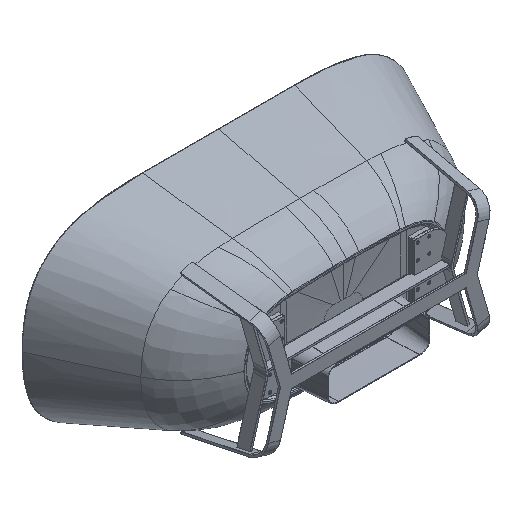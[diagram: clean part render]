
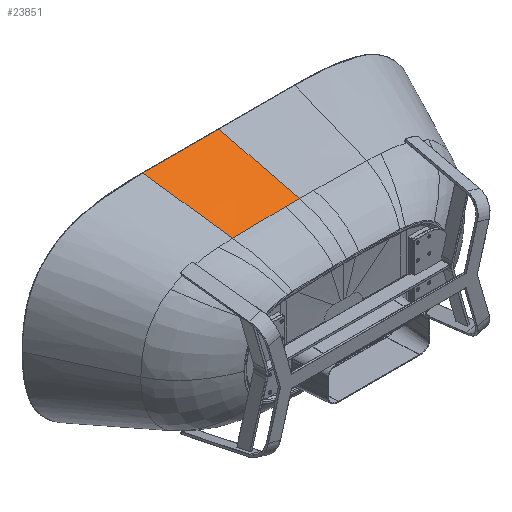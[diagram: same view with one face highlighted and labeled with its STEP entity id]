
A CAD part, isometric view. The second image highlights one B-rep face of the part: STEP entity #23851.
In plain terms, the highlighted free-form (B-spline) face has degree [3, 3] with [16, 4] control points.
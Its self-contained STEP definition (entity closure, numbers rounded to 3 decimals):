
#13339=DIRECTION('',(-0.106,0.963,0.247));
#13340=VECTOR('',#13339,331.34);
#13341=CARTESIAN_POINT('',(-264.944,313.,
293.066));
#13342=LINE('',#13341,#13340);
#13343=DIRECTION('',(0.,0.971,0.239));
#13344=VECTOR('',#13343,328.682);
#13345=CARTESIAN_POINT('',(0.,313.,
296.338));
#13346=LINE('',#13345,#13344);
#15049=CARTESIAN_POINT('',(-56.465,313.,
296.305));
#15050=CARTESIAN_POINT('',(-51.688,313.,
296.312));
#15051=CARTESIAN_POINT('',(-42.153,313.,
296.323));
#15052=CARTESIAN_POINT('',(-27.886,313.,
296.332));
#15053=CARTESIAN_POINT('',(-13.953,313.,
296.337));
#15054=CARTESIAN_POINT('',(-4.536,313.,
296.338));
#15055=CARTESIAN_POINT('',(0.,313.,
296.338));
#15057=CARTESIAN_POINT('',(-264.944,313.,
293.066));
#15058=CARTESIAN_POINT('',(-263.446,313.,
293.125));
#15059=CARTESIAN_POINT('',(-259.759,313.,
293.268));
#15060=CARTESIAN_POINT('',(-254.287,313.,
293.471));
#15061=CARTESIAN_POINT('',(-248.573,313.,
293.671));
#15062=CARTESIAN_POINT('',(-242.735,313.,
293.864));
#15063=CARTESIAN_POINT('',(-236.475,313.,
294.06));
#15064=CARTESIAN_POINT('',(-227.616,313.,
294.319));
#15065=CARTESIAN_POINT('',(-216.919,313.,
294.604));
#15066=CARTESIAN_POINT('',(-204.564,313.,
294.895));
#15067=CARTESIAN_POINT('',(-188.579,313.,
295.227));
#15068=CARTESIAN_POINT('',(-169.246,313.,
295.554));
#15069=CARTESIAN_POINT('',(-146.451,313.,
295.842));
#15070=CARTESIAN_POINT('',(-123.803,313.,
296.045));
#15071=CARTESIAN_POINT('',(-101.237,313.,
296.181));
#15072=CARTESIAN_POINT('',(-78.788,313.,
296.264));
#15073=CARTESIAN_POINT('',(-63.904,313.,
296.294));
#15074=CARTESIAN_POINT('',(-56.465,313.,
296.305));
#15154=CARTESIAN_POINT('',(-264.944,313.,
293.066));
#19417=DIRECTION('',(-1.,0.,0.));
#19418=VECTOR('',#19417,300.);
#19419=CARTESIAN_POINT('',(0.,632.141,
374.956));
#19420=LINE('',#19419,#19418);
#19465=CARTESIAN_POINT('',(-300.,632.141,374.956));
#19467=VERTEX_POINT('',#19465);
#19506=VERTEX_POINT('',#15154);
#19508=CARTESIAN_POINT('',(0.,313.,
296.338));
#19509=CARTESIAN_POINT('',(0.,632.141,
374.956));
#19510=VERTEX_POINT('',#19508);
#19511=VERTEX_POINT('',#19509);
#19512=VERTEX_POINT('',#15049);
#23775=CARTESIAN_POINT('',(2.981,638.524,376.529));
#23776=CARTESIAN_POINT('',(2.868,527.888,349.274));
#23777=CARTESIAN_POINT('',(2.756,417.253,322.02));
#23778=CARTESIAN_POINT('',(2.643,306.617,294.765));
#23779=CARTESIAN_POINT('',(1.988,638.524,376.529));
#23780=CARTESIAN_POINT('',(1.912,527.888,349.274));
#23781=CARTESIAN_POINT('',(1.837,417.253,322.02));
#23782=CARTESIAN_POINT('',(1.762,306.617,294.765));
#23783=CARTESIAN_POINT('',(-9.924,638.524,
376.529));
#23784=CARTESIAN_POINT('',(-9.549,527.888,
349.274));
#23785=CARTESIAN_POINT('',(-9.174,417.253,
322.02));
#23786=CARTESIAN_POINT('',(-8.799,306.617,
294.766));
#23787=CARTESIAN_POINT('',(-33.789,638.524,
376.529));
#23788=CARTESIAN_POINT('',(-32.445,527.888,
349.273));
#23789=CARTESIAN_POINT('',(-31.102,417.253,
322.017));
#23790=CARTESIAN_POINT('',(-29.758,306.617,
294.761));
#23791=CARTESIAN_POINT('',(-68.162,638.524,
376.529));
#23792=CARTESIAN_POINT('',(-65.289,527.888,
349.264));
#23793=CARTESIAN_POINT('',(-62.416,417.253,
321.999));
#23794=CARTESIAN_POINT('',(-59.544,306.617,
294.735));
#23795=CARTESIAN_POINT('',(-102.994,638.524,
376.531));
#23796=CARTESIAN_POINT('',(-98.564,527.889,
349.24));
#23797=CARTESIAN_POINT('',(-94.135,417.253,
321.95));
#23798=CARTESIAN_POINT('',(-89.706,306.617,
294.659));
#23799=CARTESIAN_POINT('',(-137.185,638.524,
376.534));
#23800=CARTESIAN_POINT('',(-131.357,527.888,
349.19));
#23801=CARTESIAN_POINT('',(-125.529,417.253,
321.847));
#23802=CARTESIAN_POINT('',(-119.701,306.617,
294.503));
#23803=CARTESIAN_POINT('',(-171.192,638.522,
376.539));
#23804=CARTESIAN_POINT('',(-164.191,527.887,
349.101));
#23805=CARTESIAN_POINT('',(-157.19,417.252,
321.663));
#23806=CARTESIAN_POINT('',(-150.189,306.617,
294.225));
#23807=CARTESIAN_POINT('',(-205.089,638.524,
376.548));
#23808=CARTESIAN_POINT('',(-197.117,527.889,
348.959));
#23809=CARTESIAN_POINT('',(-189.146,417.253,
321.37));
#23810=CARTESIAN_POINT('',(-181.174,306.617,
293.781));
#23811=CARTESIAN_POINT('',(-233.448,638.524,
376.559));
#23812=CARTESIAN_POINT('',(-224.69,527.888,
348.786));
#23813=CARTESIAN_POINT('',(-215.932,417.253,
321.012));
#23814=CARTESIAN_POINT('',(-207.175,306.617,
293.239));
#23815=CARTESIAN_POINT('',(-256.445,638.524,
376.569));
#23816=CARTESIAN_POINT('',(-246.861,527.888,
348.611));
#23817=CARTESIAN_POINT('',(-237.278,417.253,
320.653));
#23818=CARTESIAN_POINT('',(-227.694,306.617,
292.694));
#23819=CARTESIAN_POINT('',(-272.44,638.524,
376.578));
#23820=CARTESIAN_POINT('',(-262.127,527.889,
348.475));
#23821=CARTESIAN_POINT('',(-251.814,417.253,
320.373));
#23822=CARTESIAN_POINT('',(-241.502,306.617,
292.271));
#23823=CARTESIAN_POINT('',(-287.189,638.523,
376.586));
#23824=CARTESIAN_POINT('',(-276.015,527.888,
348.339));
#23825=CARTESIAN_POINT('',(-264.841,417.252,
320.092));
#23826=CARTESIAN_POINT('',(-253.667,306.617,
291.845));
#23827=CARTESIAN_POINT('',(-297.164,638.526,
376.593));
#23828=CARTESIAN_POINT('',(-285.28,527.89,
348.242));
#23829=CARTESIAN_POINT('',(-273.396,417.254,
319.891));
#23830=CARTESIAN_POINT('',(-261.511,306.617,
291.54));
#23831=CARTESIAN_POINT('',(-302.714,638.523,
376.595));
#23832=CARTESIAN_POINT('',(-290.41,527.887,
348.185));
#23833=CARTESIAN_POINT('',(-278.106,417.252,
319.774));
#23834=CARTESIAN_POINT('',(-265.803,306.617,
291.364));
#23835=CARTESIAN_POINT('',(-303.723,638.522,
376.596));
#23836=CARTESIAN_POINT('',(-291.342,527.887,
348.174));
#23837=CARTESIAN_POINT('',(-278.962,417.252,
319.753));
#23838=CARTESIAN_POINT('',(-266.581,306.617,
291.331));
#23839=B_SPLINE_SURFACE_WITH_KNOTS('',3,3,((#23775,#23776,#23777,#23778),
(#23779,#23780,#23781,#23782),(#23783,#23784,#23785,#23786),(#23787,#23788,
#23789,#23790),(#23791,#23792,#23793,#23794),(#23795,#23796,#23797,#23798),(
#23799,#23800,#23801,#23802),(#23803,#23804,#23805,#23806),(#23807,#23808,
#23809,#23810),(#23811,#23812,#23813,#23814),(#23815,#23816,#23817,#23818),(
#23819,#23820,#23821,#23822),(#23823,#23824,#23825,#23826),(#23827,#23828,
#23829,#23830),(#23831,#23832,#23833,#23834),(#23835,#23836,#23837,#23838)),
.UNSPECIFIED.,.F.,.F.,.F.,(4,1,1,1,1,1,1,1,1,1,1,1,1,4),(4,4),(
-0.01,0.,0.109,0.229,0.343,
0.457,0.572,0.686,0.801,
0.858,0.915,0.957,1.,1.009),(
-0.01,1.01),.UNSPECIFIED.);
#23841=ORIENTED_EDGE('',*,*,#23840,.F.);
#23843=ORIENTED_EDGE('',*,*,#23842,.F.);
#23845=ORIENTED_EDGE('',*,*,#23844,.F.);
#23846=ORIENTED_EDGE('',*,*,#23764,.T.);
#23848=ORIENTED_EDGE('',*,*,#23847,.F.);
#23849=EDGE_LOOP('',(#23841,#23843,#23845,#23846,#23848));
#23850=FACE_OUTER_BOUND('',#23849,.F.);
#23851=ADVANCED_FACE('',(#23850),#23839,.T.);
#15056=B_SPLINE_CURVE_WITH_KNOTS('',3,(#15049,#15050,#15051,#15052,#15053,
#15054,#15055),.UNSPECIFIED.,.F.,.F.,(4,1,1,1,4),(0.,0.25,
0.5,0.762,1.),.UNSPECIFIED.);
#15075=B_SPLINE_CURVE_WITH_KNOTS('',3,(#15057,#15058,#15059,#15060,#15061,
#15062,#15063,#15064,#15065,#15066,#15067,#15068,#15069,#15070,#15071,#15072,
#15073,#15074),.UNSPECIFIED.,.F.,.F.,(4,1,1,1,1,1,1,1,1,1,1,1,1,1,1,4),(0.,
0.018,0.043,0.065,0.087,
0.115,0.144,0.201,0.258,
0.315,0.429,0.543,0.657,
0.772,0.886,1.),.UNSPECIFIED.);
#23764=EDGE_CURVE('',#19506,#19467,#13342,.T.);
#23840=EDGE_CURVE('',#19510,#19511,#13346,.T.);
#23842=EDGE_CURVE('',#19512,#19510,#15056,.T.);
#23844=EDGE_CURVE('',#19506,#19512,#15075,.T.);
#23847=EDGE_CURVE('',#19511,#19467,#19420,.T.);
